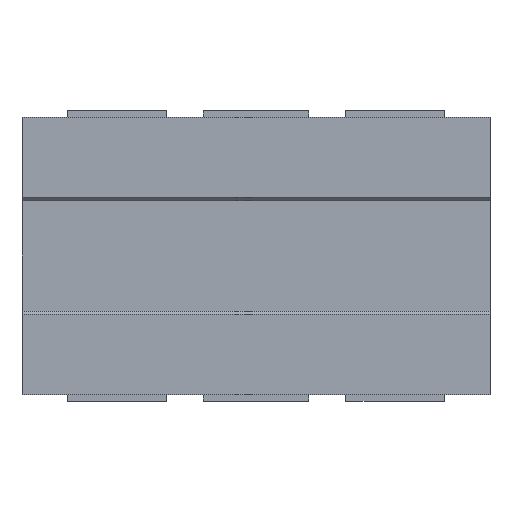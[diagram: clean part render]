
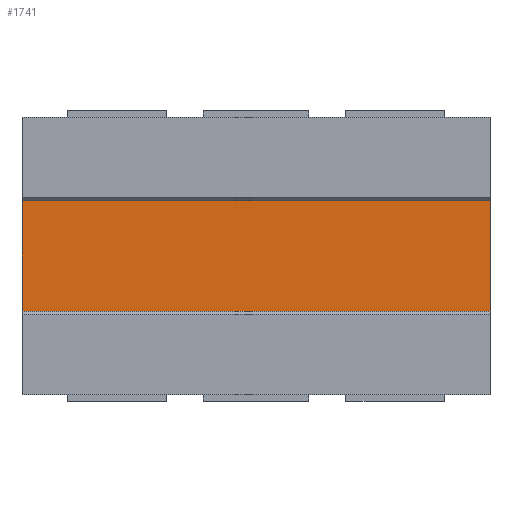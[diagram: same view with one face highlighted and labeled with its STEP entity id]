
A CAD part, left-side view. The second image highlights one B-rep face of the part: STEP entity #1741.
In plain terms, the highlighted planar face has unit normal (-1, 0, 0).
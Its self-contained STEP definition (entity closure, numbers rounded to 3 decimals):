
#33 = CARTESIAN_POINT ( 'NONE',  ( -25., 19., 4.5 ) ) ;
#45 = DIRECTION ( 'NONE',  ( 0., 0., -1. ) ) ;
#118 = CARTESIAN_POINT ( 'NONE',  ( -25., -19., -4.5 ) ) ;
#363 = DIRECTION ( 'NONE',  ( 0., -1., 0. ) ) ;
#397 = EDGE_CURVE ( 'NONE', #2645, #657, #1750, .T. ) ;
#657 = VERTEX_POINT ( 'NONE', #3247 ) ;
#741 = CARTESIAN_POINT ( 'NONE',  ( -25., -19., 4.5 ) ) ;
#766 = EDGE_LOOP ( 'NONE', ( #1477, #1832, #2882, #3221 ) ) ;
#843 = EDGE_CURVE ( 'NONE', #657, #2390, #1533, .T. ) ;
#1155 = LINE ( 'NONE', #2805, #3277 ) ;
#1201 = DIRECTION ( 'NONE',  ( 0., 0., 1. ) ) ;
#1349 = PLANE ( 'NONE',  #1755 ) ;
#1368 = FACE_OUTER_BOUND ( 'NONE', #766, .T. ) ;
#1477 = ORIENTED_EDGE ( 'NONE', *, *, #843, .T. ) ;
#1533 = LINE ( 'NONE', #118, #1777 ) ;
#1595 = DIRECTION ( 'NONE',  ( 1., 0., 0. ) ) ;
#1667 = VECTOR ( 'NONE', #2537, 1000. ) ;
#1741 = ADVANCED_FACE ( 'NONE', ( #1368 ), #1349, .F. ) ;
#1750 = LINE ( 'NONE', #2045, #1667 ) ;
#1755 = AXIS2_PLACEMENT_3D ( 'NONE', #2701, #1595, #45 ) ;
#1777 = VECTOR ( 'NONE', #2010, 1000. ) ;
#1832 = ORIENTED_EDGE ( 'NONE', *, *, #1866, .F. ) ;
#1852 = CARTESIAN_POINT ( 'NONE',  ( -25., 19., -4.5 ) ) ;
#1866 = EDGE_CURVE ( 'NONE', #2778, #2390, #1155, .T. ) ;
#2010 = DIRECTION ( 'NONE',  ( 0., 0., 1. ) ) ;
#2045 = CARTESIAN_POINT ( 'NONE',  ( -25., 19., -4.5 ) ) ;
#2268 = LINE ( 'NONE', #3392, #2754 ) ;
#2390 = VERTEX_POINT ( 'NONE', #741 ) ;
#2465 = EDGE_CURVE ( 'NONE', #2645, #2778, #2268, .T. ) ;
#2537 = DIRECTION ( 'NONE',  ( 0., -1., 0. ) ) ;
#2645 = VERTEX_POINT ( 'NONE', #1852 ) ;
#2701 = CARTESIAN_POINT ( 'NONE',  ( -25., 19., -4.5 ) ) ;
#2754 = VECTOR ( 'NONE', #1201, 1000. ) ;
#2778 = VERTEX_POINT ( 'NONE', #33 ) ;
#2805 = CARTESIAN_POINT ( 'NONE',  ( -25., 19., 4.5 ) ) ;
#2882 = ORIENTED_EDGE ( 'NONE', *, *, #2465, .F. ) ;
#3221 = ORIENTED_EDGE ( 'NONE', *, *, #397, .T. ) ;
#3247 = CARTESIAN_POINT ( 'NONE',  ( -25., -19., -4.5 ) ) ;
#3277 = VECTOR ( 'NONE', #363, 1000. ) ;
#3392 = CARTESIAN_POINT ( 'NONE',  ( -25., 19., -4.5 ) ) ;
